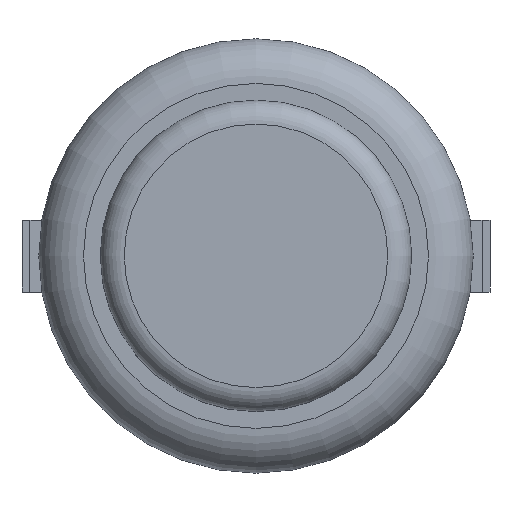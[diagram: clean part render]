
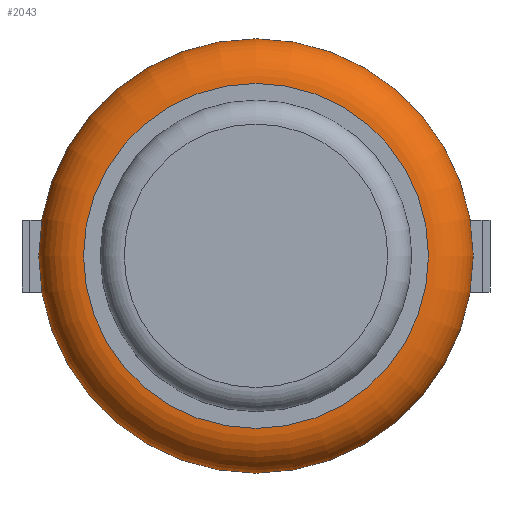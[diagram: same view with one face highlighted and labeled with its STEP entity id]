
A CAD part, top view. The second image highlights one B-rep face of the part: STEP entity #2043.
In plain terms, the highlighted toroidal (fillet/blend) face has major radius 10.8 mm and minor radius 2.8 mm.
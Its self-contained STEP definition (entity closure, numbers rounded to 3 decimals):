
#22=TOROIDAL_SURFACE('',#2250,10.8,2.8);
#157=CIRCLE('',#2251,10.8);
#158=CIRCLE('',#2252,2.8);
#159=CIRCLE('',#2253,13.6);
#227=FACE_OUTER_BOUND('',#345,.T.);
#345=EDGE_LOOP('',(#1565,#1566,#1567,#1568));
#911=VERTEX_POINT('',#3388);
#912=VERTEX_POINT('',#3390);
#1154=EDGE_CURVE('',#911,#911,#157,.T.);
#1155=EDGE_CURVE('',#911,#912,#158,.T.);
#1156=EDGE_CURVE('',#912,#912,#159,.T.);
#1565=ORIENTED_EDGE('',*,*,#1154,.T.);
#1566=ORIENTED_EDGE('',*,*,#1155,.T.);
#1567=ORIENTED_EDGE('',*,*,#1156,.T.);
#1568=ORIENTED_EDGE('',*,*,#1155,.F.);
#2043=ADVANCED_FACE('',(#227),#22,.T.);
#2250=AXIS2_PLACEMENT_3D('',#3387,#2688,#2689);
#2251=AXIS2_PLACEMENT_3D('',#3389,#2690,#2691);
#2252=AXIS2_PLACEMENT_3D('',#3391,#2692,#2693);
#2253=AXIS2_PLACEMENT_3D('',#3392,#2694,#2695);
#2688=DIRECTION('center_axis',(0.,0.,1.));
#2689=DIRECTION('ref_axis',(1.,0.,0.));
#2690=DIRECTION('center_axis',(0.,0.,-1.));
#2691=DIRECTION('ref_axis',(-1.,0.,0.));
#2692=DIRECTION('center_axis',(0.,-1.,0.));
#2693=DIRECTION('ref_axis',(-1.,0.,0.));
#2694=DIRECTION('center_axis',(0.,0.,1.));
#2695=DIRECTION('ref_axis',(1.,0.,0.));
#3387=CARTESIAN_POINT('Origin',(0.,0.,14.7));
#3388=CARTESIAN_POINT('',(-10.8,0.,17.5));
#3389=CARTESIAN_POINT('Origin',(0.,0.,17.5));
#3390=CARTESIAN_POINT('',(-13.6,0.,14.7));
#3391=CARTESIAN_POINT('Origin',(-10.8,0.,14.7));
#3392=CARTESIAN_POINT('Origin',(0.,0.,14.7));
